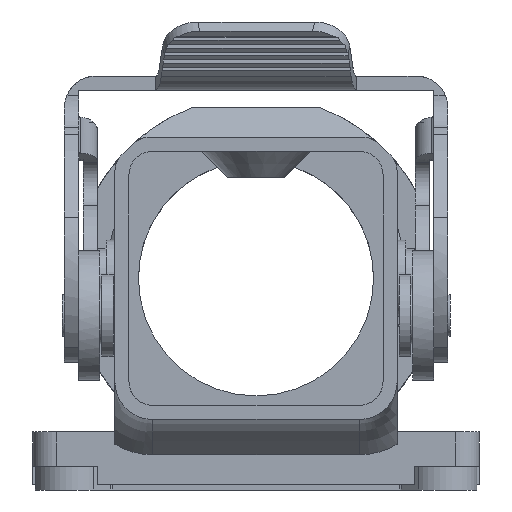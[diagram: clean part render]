
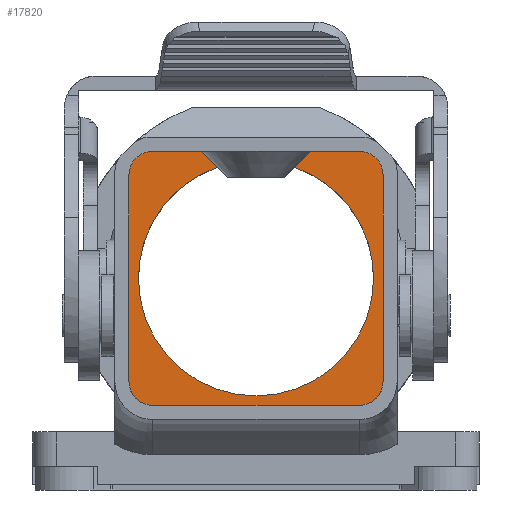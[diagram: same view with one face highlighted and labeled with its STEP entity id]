
A CAD part, front view. The second image highlights one B-rep face of the part: STEP entity #17820.
In plain terms, the highlighted face is planar.
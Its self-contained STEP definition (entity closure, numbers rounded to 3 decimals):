
#11760=CARTESIAN_POINT('',(0.,94.332,0.));
#11770=DIRECTION('',(0.707,-0.707,0.));
#11780=VECTOR('',#11770,1.);
#11790=LINE('',#11760,#11780);
#11800=CARTESIAN_POINT('',(28.25,66.082,0.));
#11810=VERTEX_POINT('',#11800);
#11820=CARTESIAN_POINT('',(29.609,64.723,0.));
#11830=VERTEX_POINT('',#11820);
#11840=EDGE_CURVE('',#11810,#11830,#11790,.T.);
#16650=CARTESIAN_POINT('',(32.9,55.28,0.));
#16660=DIRECTION('',(0.,0.,-1.));
#16670=DIRECTION('',(-1.,0.,0.));
#16680=AXIS2_PLACEMENT_3D('',#16650,#16660,#16670);
#16690=CIRCLE('',#16680,10.);
#16700=CARTESIAN_POINT('',(36.191,64.723,0.));
#16710=VERTEX_POINT('',#16700);
#16720=CARTESIAN_POINT('',(42.9,55.28,0.));
#16730=VERTEX_POINT('',#16720);
#16740=EDGE_CURVE('',#16710,#16730,#16690,.T.);
#16870=CARTESIAN_POINT('',(22.9,55.28,0.));
#16880=VERTEX_POINT('',#16870);
#16910=EDGE_CURVE('',#16880,#11830,#16690,.T.);
#17100=CARTESIAN_POINT('',(30.553,56.861,0.));
#17110=DIRECTION('',(0.,0.,-1.));
#17120=DIRECTION('',(-1.,0.,0.));
#17130=AXIS2_PLACEMENT_3D('',#17100,#17110,#17120);
#17140=PLANE('',#17130);
#17150=EDGE_CURVE('',#16730,#16880,#16690,.T.);
#17160=ORIENTED_EDGE('',*,*,#17150,.T.);
#17170=ORIENTED_EDGE('',*,*,#16740,.T.);
#17180=CARTESIAN_POINT('',(-28.528,0.004,0.));
#17190=DIRECTION('',(0.707,0.707,0.));
#17200=VECTOR('',#17190,1.);
#17210=LINE('',#17180,#17200);
#17220=CARTESIAN_POINT('',(37.55,66.082,0.));
#17230=VERTEX_POINT('',#17220);
#17240=EDGE_CURVE('',#16710,#17230,#17210,.T.);
#17250=ORIENTED_EDGE('',*,*,#17240,.F.);
#17260=CARTESIAN_POINT('',(0.,66.082,0.));
#17270=DIRECTION('',(-1.,0.,0.));
#17280=VECTOR('',#17270,1.);
#17290=LINE('',#17260,#17280);
#17300=CARTESIAN_POINT('',(41.7,66.082,0.));
#17310=VERTEX_POINT('',#17300);
#17320=EDGE_CURVE('',#17310,#17230,#17290,.T.);
#17330=ORIENTED_EDGE('',*,*,#17320,.T.);
#17340=CARTESIAN_POINT('',(41.7,64.082,0.));
#17350=DIRECTION('',(0.,0.,-1.));
#17360=DIRECTION('',(-1.,0.,0.));
#17370=AXIS2_PLACEMENT_3D('',#17340,#17350,#17360);
#17380=CIRCLE('',#17370,2.);
#17390=CARTESIAN_POINT('',(43.7,64.082,0.));
#17400=VERTEX_POINT('',#17390);
#17410=EDGE_CURVE('',#17310,#17400,#17380,.T.);
#17420=ORIENTED_EDGE('',*,*,#17410,.F.);
#17430=CARTESIAN_POINT('',(43.7,0.,0.));
#17440=DIRECTION('',(0.,1.,0.));
#17450=VECTOR('',#17440,1.);
#17460=LINE('',#17430,#17450);
#17470=CARTESIAN_POINT('',(43.7,44.482,0.));
#17480=VERTEX_POINT('',#17470);
#17490=EDGE_CURVE('',#17480,#17400,#17460,.T.);
#17500=ORIENTED_EDGE('',*,*,#17490,.T.);
#17510=CARTESIAN_POINT('',(0.,44.482,0.));
#17520=DIRECTION('',(1.,0.,0.));
#17530=VECTOR('',#17520,1.);
#17540=LINE('',#17510,#17530);
#17550=CARTESIAN_POINT('',(22.1,44.482,0.));
#17560=VERTEX_POINT('',#17550);
#17570=EDGE_CURVE('',#17560,#17480,#17540,.T.);
#17580=ORIENTED_EDGE('',*,*,#17570,.T.);
#17590=CARTESIAN_POINT('',(22.1,0.,0.));
#17600=DIRECTION('',(0.,1.,0.));
#17610=VECTOR('',#17600,1.);
#17620=LINE('',#17590,#17610);
#17630=CARTESIAN_POINT('',(22.1,64.082,0.));
#17640=VERTEX_POINT('',#17630);
#17650=EDGE_CURVE('',#17560,#17640,#17620,.T.);
#17660=ORIENTED_EDGE('',*,*,#17650,.F.);
#17670=CARTESIAN_POINT('',(24.1,64.082,0.));
#17680=DIRECTION('',(0.,0.,-1.));
#17690=DIRECTION('',(-1.,0.,0.));
#17700=AXIS2_PLACEMENT_3D('',#17670,#17680,#17690);
#17710=CIRCLE('',#17700,2.);
#17720=CARTESIAN_POINT('',(24.1,66.082,0.));
#17730=VERTEX_POINT('',#17720);
#17740=EDGE_CURVE('',#17640,#17730,#17710,.T.);
#17750=ORIENTED_EDGE('',*,*,#17740,.F.);
#17760=EDGE_CURVE('',#11810,#17730,#17290,.T.);
#17770=ORIENTED_EDGE('',*,*,#17760,.T.);
#17780=ORIENTED_EDGE('',*,*,#11840,.F.);
#17790=ORIENTED_EDGE('',*,*,#16910,.T.);
#17800=EDGE_LOOP('',(#17790,#17780,#17770,#17750,#17660,#17580,#17500,
#17420,#17330,#17250,#17170,#17160));
#17810=FACE_OUTER_BOUND('',#17800,.T.);
#17820=ADVANCED_FACE('',(#17810),#17140,.F.);
